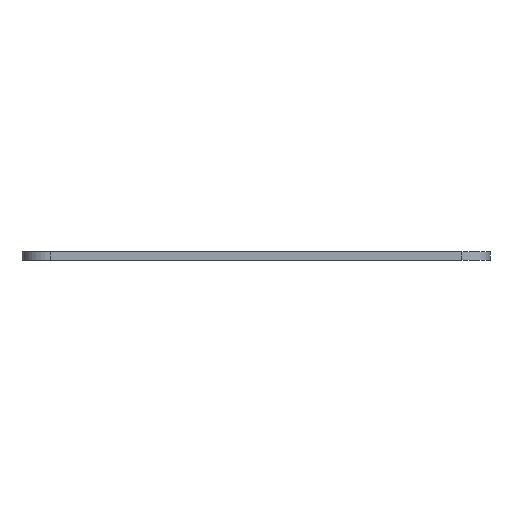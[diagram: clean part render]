
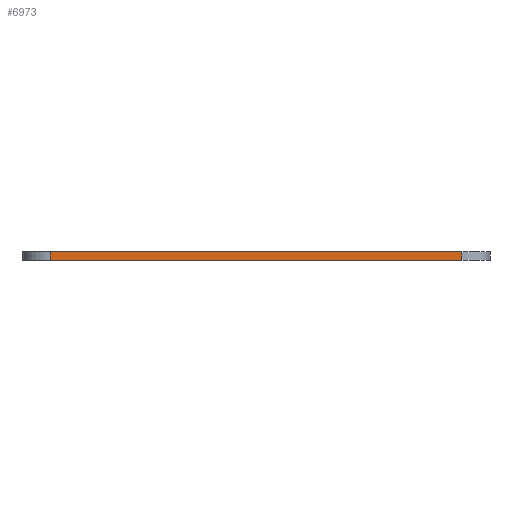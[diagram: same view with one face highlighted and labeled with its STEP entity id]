
A CAD part, left-side view. The second image highlights one B-rep face of the part: STEP entity #6973.
In plain terms, the highlighted planar face has unit normal (-1, 0, 0).
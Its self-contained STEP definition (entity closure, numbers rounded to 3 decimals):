
#236=PLANE('',#7173);
#585=FACE_OUTER_BOUND('',#985,.T.);
#985=EDGE_LOOP('',(#6209,#6210,#6211,#6212));
#1519=LINE('',#13648,#2093);
#1546=LINE('',#13754,#2120);
#1547=LINE('',#13757,#2121);
#1548=LINE('',#13758,#2122);
#2093=VECTOR('',#7937,10.);
#2120=VECTOR('',#8030,10.);
#2121=VECTOR('',#8033,10.);
#2122=VECTOR('',#8034,10.);
#3214=VERTEX_POINT('',#13645);
#3215=VERTEX_POINT('',#13647);
#3260=VERTEX_POINT('',#13750);
#3262=VERTEX_POINT('',#13756);
#4210=EDGE_CURVE('',#3214,#3215,#1519,.T.);
#4260=EDGE_CURVE('',#3215,#3260,#1546,.T.);
#4261=EDGE_CURVE('',#3262,#3214,#1547,.T.);
#4262=EDGE_CURVE('',#3260,#3262,#1548,.T.);
#6209=ORIENTED_EDGE('',*,*,#4260,.F.);
#6210=ORIENTED_EDGE('',*,*,#4210,.F.);
#6211=ORIENTED_EDGE('',*,*,#4261,.F.);
#6212=ORIENTED_EDGE('',*,*,#4262,.F.);
#6973=ADVANCED_FACE('',(#585),#236,.T.);
#7173=AXIS2_PLACEMENT_3D('',#13755,#8031,#8032);
#7937=DIRECTION('',(0.,1.,0.));
#8030=DIRECTION('',(0.,0.,1.));
#8031=DIRECTION('center_axis',(-1.,0.,0.));
#8032=DIRECTION('ref_axis',(0.,-1.,0.));
#8033=DIRECTION('',(0.,0.,-1.));
#8034=DIRECTION('',(0.,-1.,0.));
#13645=CARTESIAN_POINT('',(-12.44,-45.09,0.));
#13647=CARTESIAN_POINT('',(-12.44,27.91,0.));
#13648=CARTESIAN_POINT('',(-12.44,-50.09,0.));
#13750=CARTESIAN_POINT('',(-12.44,27.91,1.5));
#13754=CARTESIAN_POINT('',(-12.44,27.91,0.));
#13755=CARTESIAN_POINT('Origin',(-12.44,32.91,0.));
#13756=CARTESIAN_POINT('',(-12.44,-45.09,1.5));
#13757=CARTESIAN_POINT('',(-12.44,-45.09,0.));
#13758=CARTESIAN_POINT('',(-12.44,-50.09,1.5));
